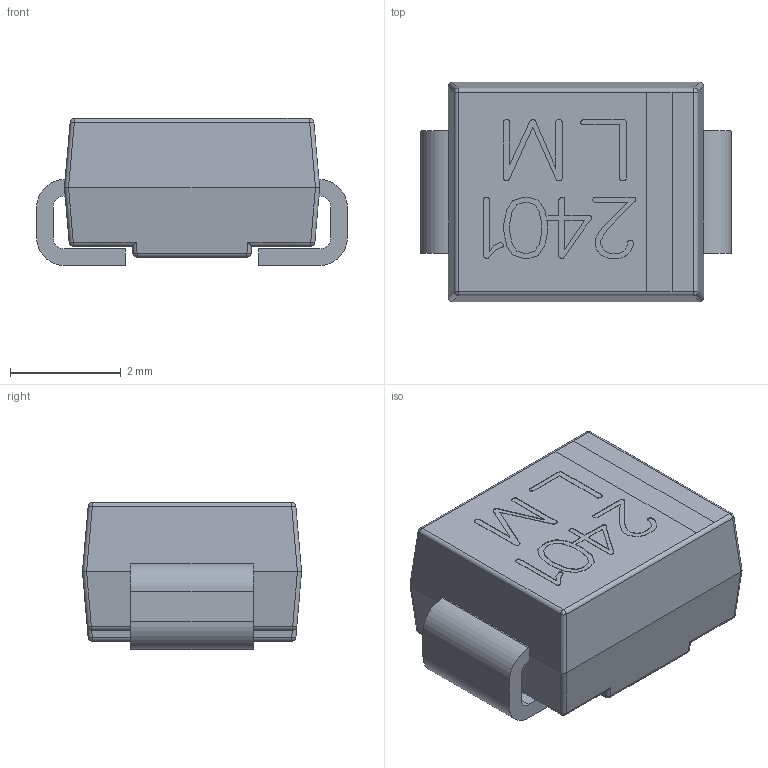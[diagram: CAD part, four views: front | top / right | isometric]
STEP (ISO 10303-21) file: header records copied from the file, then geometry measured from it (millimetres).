
FILE_DESCRIPTION (( 'STEP AP214' ), '1' );
FILE_NAME ('2401LM DO-214AA.STEP', '2024-04-22T07:05:15', ( '' ), ( '' ), 'SwSTEP 2.0', 'SolidWorks 2024', '' );
FILE_SCHEMA (( 'AUTOMOTIVE_DESIGN' ));
Length unit declared in the file: millimetre
Products named in the file (1): 2401LM DO-214AA
Bounding box: 5.6 x 3.95 x 2.65 mm (x, y, z)
Volume: 45.3 mm3; surface area: 105.2 mm2
Topology: 3 solids, 3 shells, 239 faces, 646 edges, 408 vertices
Faces by surface type: plane 139, bspline 66, cylinder 34
Entity records: 10842 total; most frequent: CARTESIAN_POINT 3012, ORIENTED_EDGE 1268, DIRECTION 890, EDGE_CURVE 634, LINE 462, VECTOR 462, VERTEX_POINT 408, EDGE_LOOP 246
